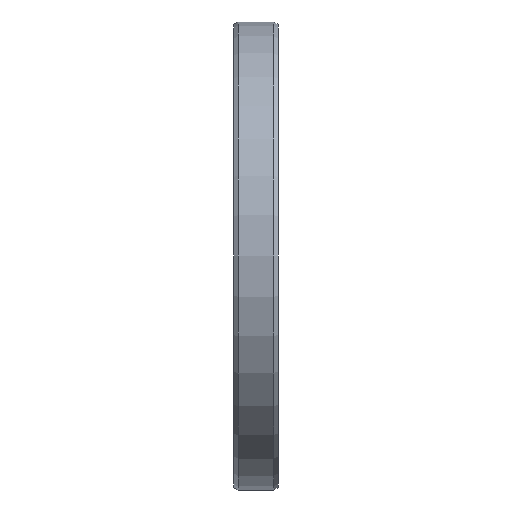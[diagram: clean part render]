
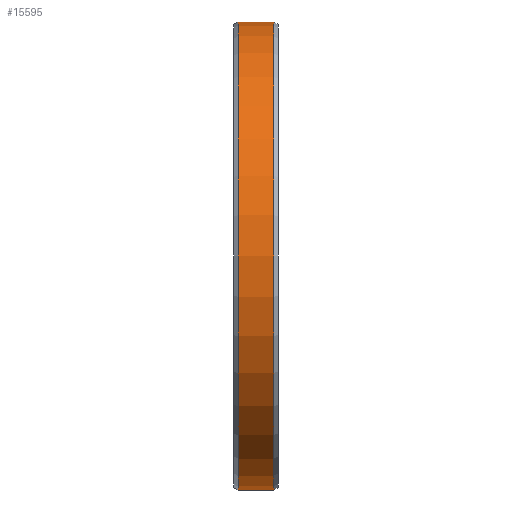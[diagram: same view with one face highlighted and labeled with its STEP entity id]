
A CAD part, left-side view. The second image highlights one B-rep face of the part: STEP entity #15595.
In plain terms, the highlighted cylindrical face has radius 105 mm (diameter 210 mm), a partial arc.
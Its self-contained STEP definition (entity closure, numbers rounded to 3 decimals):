
#3965=DIRECTION('',(0.,1.,0.));
#3966=VECTOR('',#3965,16.);
#3967=CARTESIAN_POINT('',(0.,-8.,-105.));
#3968=LINE('',#3967,#3966);
#3972=DIRECTION('',(0.,1.,0.));
#3973=VECTOR('',#3972,16.);
#3974=CARTESIAN_POINT('',(0.,-8.,105.));
#3975=LINE('',#3974,#3973);
#3979=CARTESIAN_POINT('',(0.,-8.,0.));
#3980=DIRECTION('',(0.,1.,0.));
#3981=DIRECTION('',(0.,0.,-1.));
#3982=AXIS2_PLACEMENT_3D('',#3979,#3980,#3981);
#4017=CARTESIAN_POINT('',(0.,8.,0.));
#4018=DIRECTION('',(0.,1.,0.));
#4019=DIRECTION('',(0.,0.,-1.));
#4020=AXIS2_PLACEMENT_3D('',#4017,#4018,#4019);
#11925=CARTESIAN_POINT('',(0.,-8.,-105.));
#11927=VERTEX_POINT('',#11925);
#11928=CARTESIAN_POINT('',(0.,8.,-105.));
#11929=VERTEX_POINT('',#11928);
#11933=CARTESIAN_POINT('',(0.,-8.,105.));
#11935=VERTEX_POINT('',#11933);
#11936=CARTESIAN_POINT('',(0.,8.,105.));
#11937=VERTEX_POINT('',#11936);
#15581=CARTESIAN_POINT('',(0.,99.018,0.));
#15582=DIRECTION('',(0.,-1.,0.));
#15583=DIRECTION('',(0.,0.,1.));
#15584=AXIS2_PLACEMENT_3D('',#15581,#15582,#15583);
#15585=CYLINDRICAL_SURFACE('',#15584,105.);
#15587=ORIENTED_EDGE('',*,*,#15586,.T.);
#15589=ORIENTED_EDGE('',*,*,#15588,.T.);
#15591=ORIENTED_EDGE('',*,*,#15590,.F.);
#15592=ORIENTED_EDGE('',*,*,#15562,.F.);
#15593=EDGE_LOOP('',(#15587,#15589,#15591,#15592));
#15594=FACE_OUTER_BOUND('',#15593,.F.);
#3983=CIRCLE('',#3982,105.);
#4021=CIRCLE('',#4020,105.);
#15562=EDGE_CURVE('',#11927,#11935,#3983,.T.);
#15586=EDGE_CURVE('',#11927,#11929,#3968,.T.);
#15588=EDGE_CURVE('',#11929,#11937,#4021,.T.);
#15590=EDGE_CURVE('',#11935,#11937,#3975,.T.);
#15595=ADVANCED_FACE('',(#15594),#15585,.T.);
